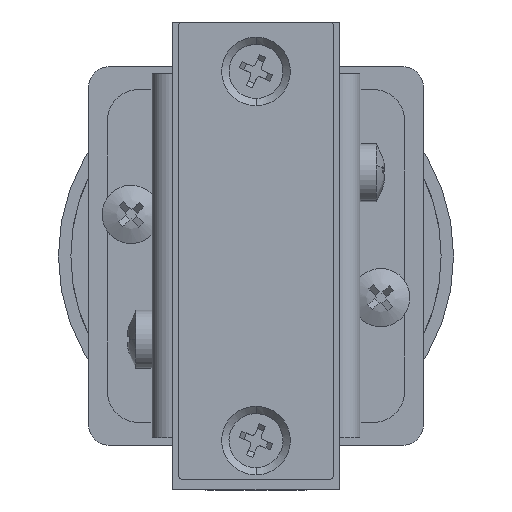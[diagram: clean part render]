
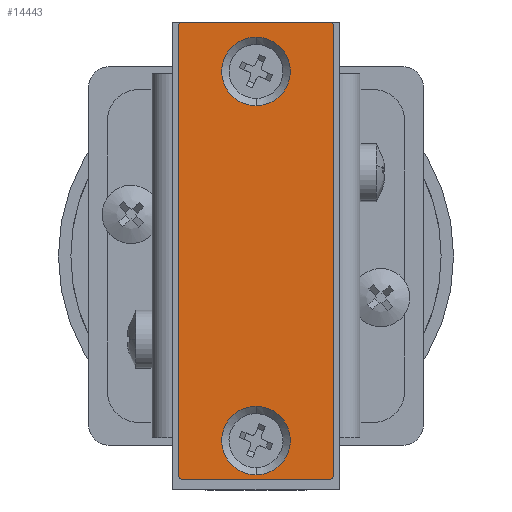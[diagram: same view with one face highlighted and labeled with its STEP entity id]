
A CAD part, front view. The second image highlights one B-rep face of the part: STEP entity #14443.
In plain terms, the highlighted planar face has unit normal (0, -1, 0).
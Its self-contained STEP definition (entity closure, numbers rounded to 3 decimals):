
#2 = ORIENTED_EDGE ( 'NONE', *, *, #18607, .F. ) ;
#94 = DIRECTION ( 'NONE',  ( -1., 0., 0. ) ) ;
#374 = ORIENTED_EDGE ( 'NONE', *, *, #9083, .T. ) ;
#724 = CARTESIAN_POINT ( 'NONE',  ( -10.777, -17.577, -21.5 ) ) ;
#983 = CARTESIAN_POINT ( 'NONE',  ( -11.277, -17.577, -21. ) ) ;
#1409 = VECTOR ( 'NONE', #94, 1000. ) ;
#1539 = EDGE_LOOP ( 'NONE', ( #11451, #6143, #10207, #3654, #2, #8242, #14113, #374 ) ) ;
#1567 = CIRCLE ( 'NONE', #8432, 0.5 ) ;
#1605 = DIRECTION ( 'NONE',  ( 0., 0., 1. ) ) ;
#1774 = DIRECTION ( 'NONE',  ( 0., 1., 0. ) ) ;
#1874 = LINE ( 'NONE', #16377, #16174 ) ;
#2072 = EDGE_CURVE ( 'NONE', #18269, #23196, #21294, .T. ) ;
#2081 = AXIS2_PLACEMENT_3D ( 'NONE', #2504, #15569, #4382 ) ;
#2125 = FACE_BOUND ( 'NONE', #9763, .T. ) ;
#2504 = CARTESIAN_POINT ( 'NONE',  ( -3.777, -17.577, -17.75 ) ) ;
#3179 = CARTESIAN_POINT ( 'NONE',  ( -3.777, -17.577, 21.05 ) ) ;
#3247 = CARTESIAN_POINT ( 'NONE',  ( 3.723, -17.577, 22. ) ) ;
#3424 = VERTEX_POINT ( 'NONE', #7124 ) ;
#3654 = ORIENTED_EDGE ( 'NONE', *, *, #13780, .T. ) ;
#3838 = CARTESIAN_POINT ( 'NONE',  ( -3.777, -17.577, 0.5 ) ) ;
#4013 = EDGE_LOOP ( 'NONE', ( #10501, #19697 ) ) ;
#4382 = DIRECTION ( 'NONE',  ( 0., 0., -1. ) ) ;
#4422 = CARTESIAN_POINT ( 'NONE',  ( -3.777, -17.577, 17.75 ) ) ;
#4699 = DIRECTION ( 'NONE',  ( 0., 1., 0. ) ) ;
#4784 = DIRECTION ( 'NONE',  ( 0., 0., -1. ) ) ;
#5181 = VERTEX_POINT ( 'NONE', #3247 ) ;
#5337 = DIRECTION ( 'NONE',  ( 1., 0., 0. ) ) ;
#5460 = CARTESIAN_POINT ( 'NONE',  ( -10.777, -17.577, 22.5 ) ) ;
#5710 = DIRECTION ( 'NONE',  ( 0., 1., 0. ) ) ;
#5776 = LINE ( 'NONE', #11298, #1409 ) ;
#6143 = ORIENTED_EDGE ( 'NONE', *, *, #23748, .T. ) ;
#6253 = CIRCLE ( 'NONE', #6317, 3.3 ) ;
#6292 = DIRECTION ( 'NONE',  ( 0., 0., -1. ) ) ;
#6317 = AXIS2_PLACEMENT_3D ( 'NONE', #8897, #22037, #10799 ) ;
#6420 = EDGE_CURVE ( 'NONE', #15362, #20609, #10433, .T. ) ;
#6441 = CARTESIAN_POINT ( 'NONE',  ( -3.777, -17.577, -14.45 ) ) ;
#6668 = CIRCLE ( 'NONE', #18844, 0.5 ) ;
#7124 = CARTESIAN_POINT ( 'NONE',  ( 3.223, -17.577, -21.5 ) ) ;
#7179 = VERTEX_POINT ( 'NONE', #6441 ) ;
#7351 = LINE ( 'NONE', #12234, #11756 ) ;
#7683 = CARTESIAN_POINT ( 'NONE',  ( -3.777, -17.577, 14.45 ) ) ;
#7898 = CARTESIAN_POINT ( 'NONE',  ( -3.777, -17.577, -17.75 ) ) ;
#8242 = ORIENTED_EDGE ( 'NONE', *, *, #22472, .T. ) ;
#8432 = AXIS2_PLACEMENT_3D ( 'NONE', #19809, #8573, #21717 ) ;
#8573 = DIRECTION ( 'NONE',  ( 0., 1., 0. ) ) ;
#8897 = CARTESIAN_POINT ( 'NONE',  ( -3.777, -17.577, 17.75 ) ) ;
#9083 = EDGE_CURVE ( 'NONE', #11211, #16894, #5776, .T. ) ;
#9763 = EDGE_LOOP ( 'NONE', ( #24179, #24087 ) ) ;
#9798 = DIRECTION ( 'NONE',  ( 0., 0., -1. ) ) ;
#10207 = ORIENTED_EDGE ( 'NONE', *, *, #2072, .F. ) ;
#10433 = CIRCLE ( 'NONE', #21636, 3.3 ) ;
#10501 = ORIENTED_EDGE ( 'NONE', *, *, #6420, .F. ) ;
#10644 = LINE ( 'NONE', #13418, #20023 ) ;
#10799 = DIRECTION ( 'NONE',  ( 0., 0., -1. ) ) ;
#10867 = EDGE_CURVE ( 'NONE', #20609, #15362, #6253, .T. ) ;
#11211 = VERTEX_POINT ( 'NONE', #19737 ) ;
#11298 = CARTESIAN_POINT ( 'NONE',  ( -11.277, -17.577, 22.5 ) ) ;
#11406 = CIRCLE ( 'NONE', #2081, 3.3 ) ;
#11451 = ORIENTED_EDGE ( 'NONE', *, *, #21973, .F. ) ;
#11589 = DIRECTION ( 'NONE',  ( 0., 0., 1. ) ) ;
#11756 = VECTOR ( 'NONE', #4784, 1000. ) ;
#12234 = CARTESIAN_POINT ( 'NONE',  ( -11.277, -17.577, -21.5 ) ) ;
#12780 = DIRECTION ( 'NONE',  ( 0., 1., 0. ) ) ;
#12828 = CIRCLE ( 'NONE', #13830, 0.5 ) ;
#12931 = CARTESIAN_POINT ( 'NONE',  ( 3.223, -17.577, -21. ) ) ;
#13418 = CARTESIAN_POINT ( 'NONE',  ( 3.723, -17.577, 22.5 ) ) ;
#13780 = EDGE_CURVE ( 'NONE', #18269, #3424, #1874, .T. ) ;
#13830 = AXIS2_PLACEMENT_3D ( 'NONE', #24034, #12780, #1605 ) ;
#14113 = ORIENTED_EDGE ( 'NONE', *, *, #18542, .F. ) ;
#14360 = AXIS2_PLACEMENT_3D ( 'NONE', #15898, #4699, #17774 ) ;
#14443 = ADVANCED_FACE ( 'NONE', ( #16437, #22623, #2125 ), #18704, .F. ) ;
#14567 = CARTESIAN_POINT ( 'NONE',  ( -11.277, -17.577, 22. ) ) ;
#14841 = DIRECTION ( 'NONE',  ( 0., 0., 1. ) ) ;
#15362 = VERTEX_POINT ( 'NONE', #7683 ) ;
#15569 = DIRECTION ( 'NONE',  ( 0., -1., 0. ) ) ;
#15648 = CIRCLE ( 'NONE', #23476, 3.3 ) ;
#15898 = CARTESIAN_POINT ( 'NONE',  ( -10.777, -17.577, -21. ) ) ;
#16174 = VECTOR ( 'NONE', #5337, 1000. ) ;
#16377 = CARTESIAN_POINT ( 'NONE',  ( 3.723, -17.577, -21.5 ) ) ;
#16437 = FACE_OUTER_BOUND ( 'NONE', #1539, .T. ) ;
#16894 = VERTEX_POINT ( 'NONE', #5460 ) ;
#17090 = EDGE_CURVE ( 'NONE', #7179, #22938, #11406, .T. ) ;
#17485 = DIRECTION ( 'NONE',  ( 0., -1., 0. ) ) ;
#17774 = DIRECTION ( 'NONE',  ( 0., 0., 1. ) ) ;
#18269 = VERTEX_POINT ( 'NONE', #724 ) ;
#18542 = EDGE_CURVE ( 'NONE', #11211, #5181, #12828, .T. ) ;
#18607 = EDGE_CURVE ( 'NONE', #20515, #3424, #6668, .T. ) ;
#18704 = PLANE ( 'NONE',  #22418 ) ;
#18777 = DIRECTION ( 'NONE',  ( 0., 0., 1. ) ) ;
#18844 = AXIS2_PLACEMENT_3D ( 'NONE', #12931, #1774, #14841 ) ;
#19697 = ORIENTED_EDGE ( 'NONE', *, *, #10867, .F. ) ;
#19737 = CARTESIAN_POINT ( 'NONE',  ( 3.223, -17.577, 22.5 ) ) ;
#19809 = CARTESIAN_POINT ( 'NONE',  ( -10.777, -17.577, 22. ) ) ;
#20023 = VECTOR ( 'NONE', #11589, 1000. ) ;
#20515 = VERTEX_POINT ( 'NONE', #21645 ) ;
#20609 = VERTEX_POINT ( 'NONE', #3179 ) ;
#20788 = EDGE_CURVE ( 'NONE', #22938, #7179, #15648, .T. ) ;
#21052 = DIRECTION ( 'NONE',  ( 0., -1., 0. ) ) ;
#21294 = CIRCLE ( 'NONE', #14360, 0.5 ) ;
#21636 = AXIS2_PLACEMENT_3D ( 'NONE', #4422, #17485, #6292 ) ;
#21645 = CARTESIAN_POINT ( 'NONE',  ( 3.723, -17.577, -21. ) ) ;
#21717 = DIRECTION ( 'NONE',  ( 0., 0., 1. ) ) ;
#21973 = EDGE_CURVE ( 'NONE', #22795, #16894, #1567, .T. ) ;
#22037 = DIRECTION ( 'NONE',  ( 0., -1., 0. ) ) ;
#22418 = AXIS2_PLACEMENT_3D ( 'NONE', #3838, #5710, #18777 ) ;
#22472 = EDGE_CURVE ( 'NONE', #20515, #5181, #10644, .T. ) ;
#22534 = CARTESIAN_POINT ( 'NONE',  ( -3.777, -17.577, -21.05 ) ) ;
#22623 = FACE_BOUND ( 'NONE', #4013, .T. ) ;
#22795 = VERTEX_POINT ( 'NONE', #14567 ) ;
#22938 = VERTEX_POINT ( 'NONE', #22534 ) ;
#23196 = VERTEX_POINT ( 'NONE', #983 ) ;
#23476 = AXIS2_PLACEMENT_3D ( 'NONE', #7898, #21052, #9798 ) ;
#23748 = EDGE_CURVE ( 'NONE', #22795, #23196, #7351, .T. ) ;
#24034 = CARTESIAN_POINT ( 'NONE',  ( 3.223, -17.577, 22. ) ) ;
#24087 = ORIENTED_EDGE ( 'NONE', *, *, #17090, .F. ) ;
#24179 = ORIENTED_EDGE ( 'NONE', *, *, #20788, .F. ) ;
